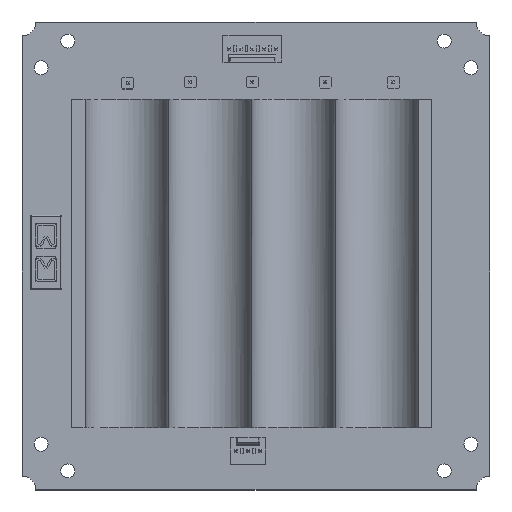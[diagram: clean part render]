
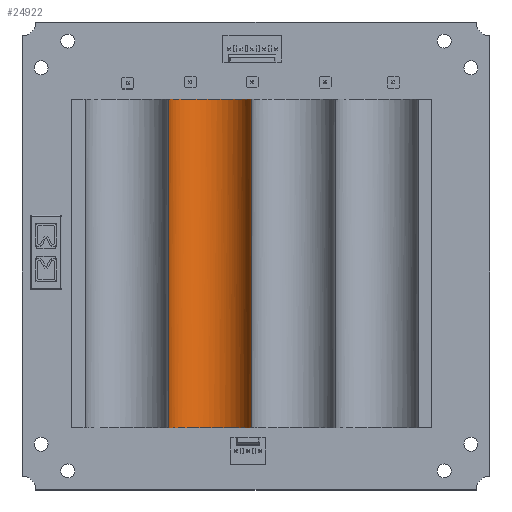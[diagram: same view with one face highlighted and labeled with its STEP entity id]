
A CAD part, top view. The second image highlights one B-rep face of the part: STEP entity #24922.
In plain terms, the highlighted free-form (B-spline) face has degree [2, 1] with [5, 2] control points.
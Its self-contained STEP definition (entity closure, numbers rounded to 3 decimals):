
#24922 = ADVANCED_FACE('',(#24923),#24939,.F.);
#24923 = FACE_BOUND('',#24924,.F.);
#24924 = EDGE_LOOP('',(#24925,#24972,#24998,#25032));
#24925 = ORIENTED_EDGE('',*,*,#24926,.T.);
#24926 = EDGE_CURVE('',#24927,#24929,#24931,.T.);
#24927 = VERTEX_POINT('',#24928);
#24928 = CARTESIAN_POINT('',(18.985,207.,33.82));
#24929 = VERTEX_POINT('',#24930);
#24930 = CARTESIAN_POINT('',(1.035,207.,33.82));
#24931 = SURFACE_CURVE('',#24932,(#24938,#24958),.PCURVE_S1.);
#24932 = ( BOUNDED_CURVE() B_SPLINE_CURVE(2,(#24933,#24934,#24935,#24936
,#24937),.UNSPECIFIED.,.F.,.F.) B_SPLINE_CURVE_WITH_KNOTS((3,2,3),(
    0.074,1.571,3.068),
.PIECEWISE_BEZIER_KNOTS.) CURVE() GEOMETRIC_REPRESENTATION_ITEM() 
RATIONAL_B_SPLINE_CURVE((1.,0.733,1.,0.733,1.)) 
REPRESENTATION_ITEM('') );
#24933 = CARTESIAN_POINT('',(18.985,207.,33.82));
#24934 = CARTESIAN_POINT('',(18.367,198.666,
    33.82));
#24935 = CARTESIAN_POINT('',(10.01,198.666,
    33.82));
#24936 = CARTESIAN_POINT('',(1.653,198.666,
    33.82));
#24937 = CARTESIAN_POINT('',(1.035,207.,33.82));
#24938 = PCURVE('',#24939,#24950);
#24939 = ( BOUNDED_SURFACE() B_SPLINE_SURFACE(2,1,(
    (#24940,#24941)
    ,(#24942,#24943)
    ,(#24944,#24945)
    ,(#24946,#24947)
    ,(#24948,#24949
)),.UNSPECIFIED.,.F.,.F.,.F.) B_SPLINE_SURFACE_WITH_KNOTS((3,2,3),(2,2),
  (0.074,1.571,3.068),(-38.964,
    31.88),.PIECEWISE_BEZIER_KNOTS.) 
GEOMETRIC_REPRESENTATION_ITEM() RATIONAL_B_SPLINE_SURFACE((
    (1.,1.)
    ,(0.733,0.733)
    ,(1.,1.)
    ,(0.733,0.733)
,(1.,1.))) REPRESENTATION_ITEM('') SURFACE() );
#24940 = CARTESIAN_POINT('',(18.985,207.,33.82));
#24941 = CARTESIAN_POINT('',(18.985,207.,-37.024));
#24942 = CARTESIAN_POINT('',(18.367,198.666,
    33.82));
#24943 = CARTESIAN_POINT('',(18.367,198.666,
    -37.024));
#24944 = CARTESIAN_POINT('',(10.01,198.666,
    33.82));
#24945 = CARTESIAN_POINT('',(10.01,198.666,
    -37.024));
#24946 = CARTESIAN_POINT('',(1.653,198.666,
    33.82));
#24947 = CARTESIAN_POINT('',(1.653,198.666,
    -37.024));
#24948 = CARTESIAN_POINT('',(1.035,207.,33.82));
#24949 = CARTESIAN_POINT('',(1.035,207.,-37.024));
#24950 = DEFINITIONAL_REPRESENTATION('',(#24951),#24957);
#24951 = B_SPLINE_CURVE_WITH_KNOTS('',2,(#24952,#24953,#24954,#24955,
    #24956),.UNSPECIFIED.,.F.,.F.,(3,2,3),(0.074,
    1.571,3.068),.PIECEWISE_BEZIER_KNOTS.);
#24952 = CARTESIAN_POINT('',(0.074,-38.964));
#24953 = CARTESIAN_POINT('',(0.822,-38.964));
#24954 = CARTESIAN_POINT('',(1.571,-38.964));
#24955 = CARTESIAN_POINT('',(2.319,-38.964));
#24956 = CARTESIAN_POINT('',(3.068,-38.964));
#24957 = ( GEOMETRIC_REPRESENTATION_CONTEXT(2) 
PARAMETRIC_REPRESENTATION_CONTEXT() REPRESENTATION_CONTEXT('2D SPACE',''
  ) );
#24958 = PCURVE('',#24959,#24964);
#24959 = B_SPLINE_SURFACE_WITH_KNOTS('',1,1,(
    (#24960,#24961)
    ,(#24962,#24963
    )),.UNSPECIFIED.,.F.,.F.,.F.,(2,2),(2,2),(0.,77.766),(
    0.,10.),.PIECEWISE_BEZIER_KNOTS.);
#24960 = CARTESIAN_POINT('',(39.893,207.,33.82));
#24961 = CARTESIAN_POINT('',(39.893,197.,33.82));
#24962 = CARTESIAN_POINT('',(-37.873,207.,33.82));
#24963 = CARTESIAN_POINT('',(-37.873,197.,33.82));
#24964 = DEFINITIONAL_REPRESENTATION('',(#24965),#24971);
#24965 = ( BOUNDED_CURVE() B_SPLINE_CURVE(2,(#24966,#24967,#24968,#24969
,#24970),.UNSPECIFIED.,.F.,.F.) B_SPLINE_CURVE_WITH_KNOTS((3,2,3),(
    0.074,1.571,3.068),
.PIECEWISE_BEZIER_KNOTS.) CURVE() GEOMETRIC_REPRESENTATION_ITEM() 
RATIONAL_B_SPLINE_CURVE((1.,0.733,1.,0.733,1.)) 
REPRESENTATION_ITEM('') );
#24966 = CARTESIAN_POINT('',(20.908,0.));
#24967 = CARTESIAN_POINT('',(21.526,8.334));
#24968 = CARTESIAN_POINT('',(29.883,8.334));
#24969 = CARTESIAN_POINT('',(38.24,8.334));
#24970 = CARTESIAN_POINT('',(38.858,0.));
#24971 = ( GEOMETRIC_REPRESENTATION_CONTEXT(2) 
PARAMETRIC_REPRESENTATION_CONTEXT() REPRESENTATION_CONTEXT('2D SPACE',''
  ) );
#24972 = ORIENTED_EDGE('',*,*,#24973,.T.);
#24973 = EDGE_CURVE('',#24929,#24974,#24976,.T.);
#24974 = VERTEX_POINT('',#24975);
#24975 = CARTESIAN_POINT('',(1.035,207.,-37.024));
#24976 = SURFACE_CURVE('',#24977,(#24980,#24987),.PCURVE_S1.);
#24977 = B_SPLINE_CURVE_WITH_KNOTS('',1,(#24978,#24979),.UNSPECIFIED.,
  .F.,.F.,(2,2),(-38.964,31.88),
  .PIECEWISE_BEZIER_KNOTS.);
#24978 = CARTESIAN_POINT('',(1.035,207.,33.82));
#24979 = CARTESIAN_POINT('',(1.035,207.,-37.024));
#24980 = PCURVE('',#24939,#24981);
#24981 = DEFINITIONAL_REPRESENTATION('',(#24982),#24986);
#24982 = B_SPLINE_CURVE_WITH_KNOTS('',2,(#24983,#24984,#24985),
  .UNSPECIFIED.,.F.,.F.,(3,3),(-38.964,31.88),
  .PIECEWISE_BEZIER_KNOTS.);
#24983 = CARTESIAN_POINT('',(3.068,-38.964));
#24984 = CARTESIAN_POINT('',(3.068,-3.542));
#24985 = CARTESIAN_POINT('',(3.068,31.88));
#24986 = ( GEOMETRIC_REPRESENTATION_CONTEXT(2) 
PARAMETRIC_REPRESENTATION_CONTEXT() REPRESENTATION_CONTEXT('2D SPACE',''
  ) );
#24987 = PCURVE('',#24988,#24993);
#24988 = B_SPLINE_SURFACE_WITH_KNOTS('',1,1,(
    (#24989,#24990)
    ,(#24991,#24992
    )),.UNSPECIFIED.,.F.,.F.,.F.,(2,2),(2,2),(-0.025,
    0.025),(-35.422,35.422),
  .PIECEWISE_BEZIER_KNOTS.);
#24989 = CARTESIAN_POINT('',(0.985,207.,33.82));
#24990 = CARTESIAN_POINT('',(0.985,207.,-37.024));
#24991 = CARTESIAN_POINT('',(1.035,207.,33.82));
#24992 = CARTESIAN_POINT('',(1.035,207.,-37.024));
#24993 = DEFINITIONAL_REPRESENTATION('',(#24994),#24997);
#24994 = B_SPLINE_CURVE_WITH_KNOTS('',1,(#24995,#24996),.UNSPECIFIED.,
  .F.,.F.,(2,2),(-38.964,31.88),
  .PIECEWISE_BEZIER_KNOTS.);
#24995 = CARTESIAN_POINT('',(0.025,-35.422));
#24996 = CARTESIAN_POINT('',(0.025,35.422));
#24997 = ( GEOMETRIC_REPRESENTATION_CONTEXT(2) 
PARAMETRIC_REPRESENTATION_CONTEXT() REPRESENTATION_CONTEXT('2D SPACE',''
  ) );
#24998 = ORIENTED_EDGE('',*,*,#24999,.T.);
#24999 = EDGE_CURVE('',#24974,#25000,#25002,.T.);
#25000 = VERTEX_POINT('',#25001);
#25001 = CARTESIAN_POINT('',(18.985,207.,-37.024));
#25002 = SURFACE_CURVE('',#25003,(#25009,#25018),.PCURVE_S1.);
#25003 = ( BOUNDED_CURVE() B_SPLINE_CURVE(2,(#25004,#25005,#25006,#25007
,#25008),.UNSPECIFIED.,.F.,.F.) B_SPLINE_CURVE_WITH_KNOTS((3,2,3),(
    3.216,4.712,6.209),
.PIECEWISE_BEZIER_KNOTS.) CURVE() GEOMETRIC_REPRESENTATION_ITEM() 
RATIONAL_B_SPLINE_CURVE((1.,0.733,1.,0.733,1.)) 
REPRESENTATION_ITEM('') );
#25004 = CARTESIAN_POINT('',(1.035,207.,-37.024));
#25005 = CARTESIAN_POINT('',(1.653,198.666,
    -37.024));
#25006 = CARTESIAN_POINT('',(10.01,198.666,
    -37.024));
#25007 = CARTESIAN_POINT('',(18.367,198.666,
    -37.024));
#25008 = CARTESIAN_POINT('',(18.985,207.,-37.024));
#25009 = PCURVE('',#24939,#25010);
#25010 = DEFINITIONAL_REPRESENTATION('',(#25011),#25017);
#25011 = B_SPLINE_CURVE_WITH_KNOTS('',2,(#25012,#25013,#25014,#25015,
    #25016),.UNSPECIFIED.,.F.,.F.,(3,2,3),(3.216,4.712
    ,6.209),.PIECEWISE_BEZIER_KNOTS.);
#25012 = CARTESIAN_POINT('',(3.068,31.88));
#25013 = CARTESIAN_POINT('',(2.319,31.88));
#25014 = CARTESIAN_POINT('',(1.571,31.88));
#25015 = CARTESIAN_POINT('',(0.822,31.88));
#25016 = CARTESIAN_POINT('',(0.074,31.88));
#25017 = ( GEOMETRIC_REPRESENTATION_CONTEXT(2) 
PARAMETRIC_REPRESENTATION_CONTEXT() REPRESENTATION_CONTEXT('2D SPACE',''
  ) );
#25018 = PCURVE('',#25019,#25024);
#25019 = B_SPLINE_SURFACE_WITH_KNOTS('',1,1,(
    (#25020,#25021)
    ,(#25022,#25023
    )),.UNSPECIFIED.,.F.,.F.,.F.,(2,2),(2,2),(0.,77.766),(
    0.,10.),.PIECEWISE_BEZIER_KNOTS.);
#25020 = CARTESIAN_POINT('',(-37.873,207.,-37.024));
#25021 = CARTESIAN_POINT('',(-37.873,197.,-37.024));
#25022 = CARTESIAN_POINT('',(39.893,207.,-37.024));
#25023 = CARTESIAN_POINT('',(39.893,197.,-37.024));
#25024 = DEFINITIONAL_REPRESENTATION('',(#25025),#25031);
#25025 = ( BOUNDED_CURVE() B_SPLINE_CURVE(2,(#25026,#25027,#25028,#25029
,#25030),.UNSPECIFIED.,.F.,.F.) B_SPLINE_CURVE_WITH_KNOTS((3,2,3),(
    3.216,4.712,6.209),
.PIECEWISE_BEZIER_KNOTS.) CURVE() GEOMETRIC_REPRESENTATION_ITEM() 
RATIONAL_B_SPLINE_CURVE((1.,0.733,1.,0.733,1.)) 
REPRESENTATION_ITEM('') );
#25026 = CARTESIAN_POINT('',(38.908,0.));
#25027 = CARTESIAN_POINT('',(39.526,8.334));
#25028 = CARTESIAN_POINT('',(47.883,8.334));
#25029 = CARTESIAN_POINT('',(56.24,8.334));
#25030 = CARTESIAN_POINT('',(56.858,0.));
#25031 = ( GEOMETRIC_REPRESENTATION_CONTEXT(2) 
PARAMETRIC_REPRESENTATION_CONTEXT() REPRESENTATION_CONTEXT('2D SPACE',''
  ) );
#25032 = ORIENTED_EDGE('',*,*,#25033,.T.);
#25033 = EDGE_CURVE('',#25000,#24927,#25034,.T.);
#25034 = SURFACE_CURVE('',#25035,(#25038,#25045),.PCURVE_S1.);
#25035 = B_SPLINE_CURVE_WITH_KNOTS('',1,(#25036,#25037),.UNSPECIFIED.,
  .F.,.F.,(2,2),(-31.88,38.964),
  .PIECEWISE_BEZIER_KNOTS.);
#25036 = CARTESIAN_POINT('',(18.985,207.,-37.024));
#25037 = CARTESIAN_POINT('',(18.985,207.,33.82));
#25038 = PCURVE('',#24939,#25039);
#25039 = DEFINITIONAL_REPRESENTATION('',(#25040),#25044);
#25040 = B_SPLINE_CURVE_WITH_KNOTS('',2,(#25041,#25042,#25043),
  .UNSPECIFIED.,.F.,.F.,(3,3),(-31.88,38.964),
  .PIECEWISE_BEZIER_KNOTS.);
#25041 = CARTESIAN_POINT('',(0.074,31.88));
#25042 = CARTESIAN_POINT('',(0.074,-3.542));
#25043 = CARTESIAN_POINT('',(0.074,-38.964));
#25044 = ( GEOMETRIC_REPRESENTATION_CONTEXT(2) 
PARAMETRIC_REPRESENTATION_CONTEXT() REPRESENTATION_CONTEXT('2D SPACE',''
  ) );
#25045 = PCURVE('',#25046,#25051);
#25046 = B_SPLINE_SURFACE_WITH_KNOTS('',1,1,(
    (#25047,#25048)
    ,(#25049,#25050
    )),.UNSPECIFIED.,.F.,.F.,.F.,(2,2),(2,2),(17.975,
    18.025),(-35.422,35.422),
  .PIECEWISE_BEZIER_KNOTS.);
#25047 = CARTESIAN_POINT('',(18.985,207.,33.82));
#25048 = CARTESIAN_POINT('',(18.985,207.,-37.024));
#25049 = CARTESIAN_POINT('',(19.035,207.,33.82));
#25050 = CARTESIAN_POINT('',(19.035,207.,-37.024));
#25051 = DEFINITIONAL_REPRESENTATION('',(#25052),#25055);
#25052 = B_SPLINE_CURVE_WITH_KNOTS('',1,(#25053,#25054),.UNSPECIFIED.,
  .F.,.F.,(2,2),(-31.88,38.964),
  .PIECEWISE_BEZIER_KNOTS.);
#25053 = CARTESIAN_POINT('',(17.975,35.422));
#25054 = CARTESIAN_POINT('',(17.975,-35.422));
#25055 = ( GEOMETRIC_REPRESENTATION_CONTEXT(2) 
PARAMETRIC_REPRESENTATION_CONTEXT() REPRESENTATION_CONTEXT('2D SPACE',''
  ) );
